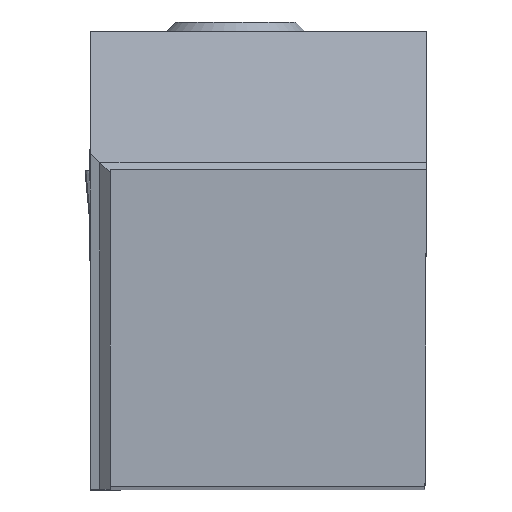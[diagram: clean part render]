
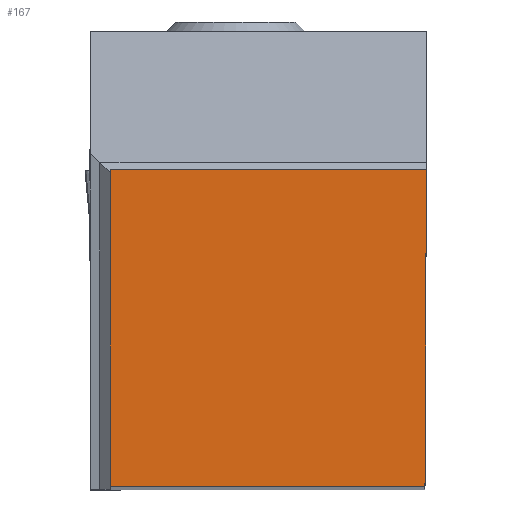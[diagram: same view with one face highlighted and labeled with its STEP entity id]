
A CAD part, top view. The second image highlights one B-rep face of the part: STEP entity #167.
In plain terms, the highlighted planar face has unit normal (0, 0, 1).
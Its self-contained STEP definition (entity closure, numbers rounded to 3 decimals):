
#167=ADVANCED_FACE('BLANK_BOXF006',(#271),#216,.F.);
#216=PLANE('',#1306);
#271=FACE_OUTER_BOUND('',#329,.T.);
#329=EDGE_LOOP('',(#588,#589,#590,#591));
#588=ORIENTED_EDGE('',*,*,#906,.F.);
#589=ORIENTED_EDGE('',*,*,#896,.F.);
#590=ORIENTED_EDGE('',*,*,#905,.F.);
#591=ORIENTED_EDGE('',*,*,#907,.F.);
#758=VERTEX_POINT('',#2024);
#759=VERTEX_POINT('',#2026);
#764=VERTEX_POINT('',#2041);
#765=VERTEX_POINT('',#2045);
#896=EDGE_CURVE('',#758,#759,#1025,.T.);
#905=EDGE_CURVE('',#764,#758,#1034,.T.);
#906=EDGE_CURVE('',#759,#765,#1035,.T.);
#907=EDGE_CURVE('',#765,#764,#1036,.T.);
#1025=LINE('',#2025,#1156);
#1034=LINE('',#2042,#1165);
#1035=LINE('',#2044,#1166);
#1036=LINE('',#2046,#1167);
#1156=VECTOR('',#1540,1.);
#1165=VECTOR('',#1553,1.);
#1166=VECTOR('',#1556,1.);
#1167=VECTOR('',#1557,1.);
#1306=AXIS2_PLACEMENT_3D('',#2047,#1558,#1559);
#1540=DIRECTION('',(-1.,0.,0.));
#1553=DIRECTION('',(-0.004,-1.,0.));
#1556=DIRECTION('',(0.,1.,0.));
#1557=DIRECTION('',(1.,0.,0.));
#1558=DIRECTION('',(0.,0.,-1.));
#1559=DIRECTION('',(0.,-1.,0.));
#2024=CARTESIAN_POINT('',(-0.069,0.,0.));
#2025=CARTESIAN_POINT('',(113.5,0.,0.));
#2026=CARTESIAN_POINT('',(-15.748,0.,0.));
#2041=CARTESIAN_POINT('',(0.,15.748,0.));
#2042=CARTESIAN_POINT('',(0.427,113.499,0.));
#2044=CARTESIAN_POINT('',(-15.748,-113.5,0.));
#2045=CARTESIAN_POINT('',(-15.748,15.748,0.));
#2046=CARTESIAN_POINT('',(-113.5,15.748,0.));
#2047=CARTESIAN_POINT('',(-16.743,-5.,0.));
